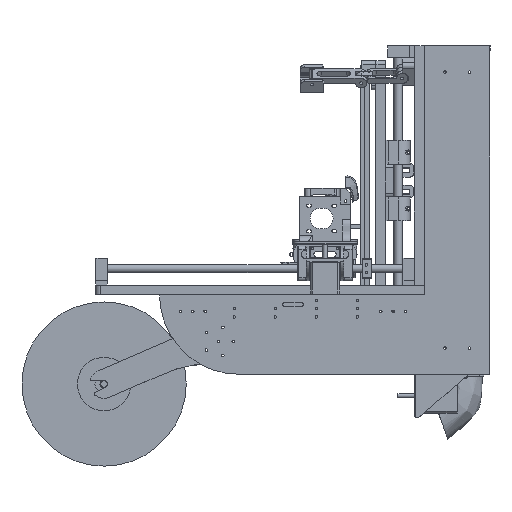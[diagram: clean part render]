
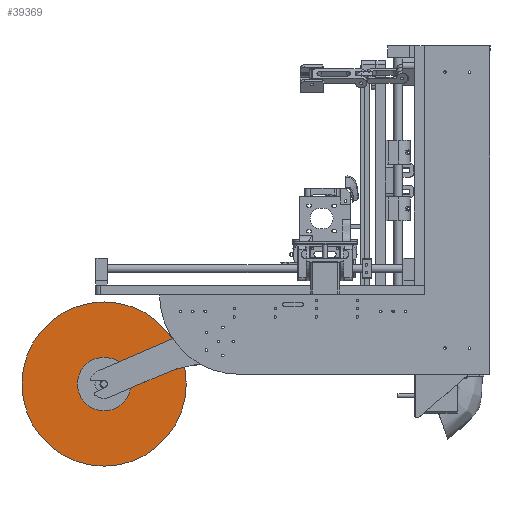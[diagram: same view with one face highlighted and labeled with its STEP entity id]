
A CAD part, left-side view. The second image highlights one B-rep face of the part: STEP entity #39369.
In plain terms, the highlighted face is planar.
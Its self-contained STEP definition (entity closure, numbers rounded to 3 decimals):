
#1377=FACE_BOUND('',#5808,.T.);
#2276=PLANE('',#42477);
#3529=FACE_OUTER_BOUND('',#5807,.T.);
#5807=EDGE_LOOP('',(#27584));
#5808=EDGE_LOOP('',(#27585));
#15737=CIRCLE('',#42464,26.5);
#15743=CIRCLE('',#42475,100.);
#17633=VERTEX_POINT('',#62024);
#17639=VERTEX_POINT('',#62044);
#21534=EDGE_CURVE('',#17633,#17633,#15737,.T.);
#21543=EDGE_CURVE('',#17639,#17639,#15743,.T.);
#27584=ORIENTED_EDGE('',*,*,#21543,.F.);
#27585=ORIENTED_EDGE('',*,*,#21534,.T.);
#39369=ADVANCED_FACE('',(#3529,#1377),#2276,.F.);
#42464=AXIS2_PLACEMENT_3D('',#62026,#46976,#46977);
#42475=AXIS2_PLACEMENT_3D('',#62046,#47001,#47002);
#42477=AXIS2_PLACEMENT_3D('',#62048,#47005,#47006);
#46976=DIRECTION('center_axis',(0.,1.,0.));
#46977=DIRECTION('ref_axis',(-1.,0.,0.));
#47001=DIRECTION('center_axis',(0.,1.,0.));
#47002=DIRECTION('ref_axis',(1.,0.,0.));
#47005=DIRECTION('center_axis',(0.,1.,0.));
#47006=DIRECTION('ref_axis',(1.,0.,0.));
#62024=CARTESIAN_POINT('',(26.5,0.,0.));
#62026=CARTESIAN_POINT('Origin',(0.,0.,0.));
#62044=CARTESIAN_POINT('',(-100.,0.,0.));
#62046=CARTESIAN_POINT('Origin',(0.,0.,0.));
#62048=CARTESIAN_POINT('Origin',(0.,0.,0.));
